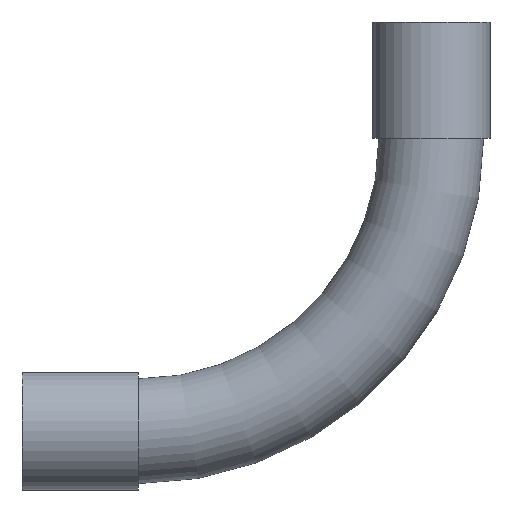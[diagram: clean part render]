
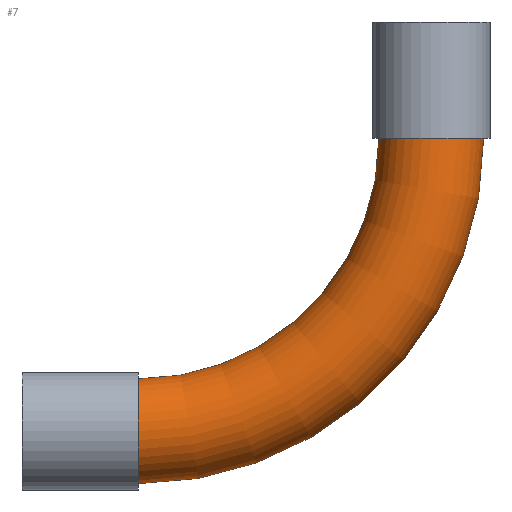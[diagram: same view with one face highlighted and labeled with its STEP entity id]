
A CAD part, front view. The second image highlights one B-rep face of the part: STEP entity #7.
In plain terms, the highlighted toroidal (fillet/blend) face has major radius 88 mm and minor radius 15.75 mm.
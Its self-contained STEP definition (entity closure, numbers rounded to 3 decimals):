
#4 = ORIENTED_EDGE ( 'NONE', *, *, #379, .F. ) ;
#7 = ADVANCED_FACE ( 'NONE', ( #375 ), #46, .T. ) ;
#46 = TOROIDAL_SURFACE ( 'NONE', #165, 88., 15.75 ) ;
#68 = DIRECTION ( 'NONE',  ( 0., 0., 1. ) ) ;
#80 = DIRECTION ( 'NONE',  ( 0., -1., 0. ) ) ;
#83 = CIRCLE ( 'NONE', #565, 72.25 ) ;
#91 = AXIS2_PLACEMENT_3D ( 'NONE', #370, #68, #422 ) ;
#106 = VERTEX_POINT ( 'NONE', #234 ) ;
#117 = DIRECTION ( 'NONE',  ( -1., 0., 0. ) ) ;
#119 = ORIENTED_EDGE ( 'NONE', *, *, #382, .T. ) ;
#155 = CARTESIAN_POINT ( 'NONE',  ( 72.25, 0., 0. ) ) ;
#164 = CARTESIAN_POINT ( 'NONE',  ( 0., 0., -72.25 ) ) ;
#165 = AXIS2_PLACEMENT_3D ( 'NONE', #385, #80, #432 ) ;
#169 = CARTESIAN_POINT ( 'NONE',  ( 0., 0., 0. ) ) ;
#216 = CIRCLE ( 'NONE', #321, 103.75 ) ;
#224 = DIRECTION ( 'NONE',  ( 0., 0., -1. ) ) ;
#234 = CARTESIAN_POINT ( 'NONE',  ( 0., 0., -103.75 ) ) ;
#267 = DIRECTION ( 'NONE',  ( 0., -1., 0. ) ) ;
#312 = VERTEX_POINT ( 'NONE', #155 ) ;
#321 = AXIS2_PLACEMENT_3D ( 'NONE', #568, #267, #613 ) ;
#323 = ORIENTED_EDGE ( 'NONE', *, *, #396, .F. ) ;
#370 = CARTESIAN_POINT ( 'NONE',  ( 88., 0., 0. ) ) ;
#375 = FACE_OUTER_BOUND ( 'NONE', #438, .T. ) ;
#379 = EDGE_CURVE ( 'NONE', #106, #380, #610, .T. ) ;
#380 = VERTEX_POINT ( 'NONE', #164 ) ;
#382 = EDGE_CURVE ( 'NONE', #106, #444, #216, .T. ) ;
#385 = CARTESIAN_POINT ( 'NONE',  ( 0., 0., 0. ) ) ;
#391 = EDGE_CURVE ( 'NONE', #312, #444, #483, .T. ) ;
#396 = EDGE_CURVE ( 'NONE', #380, #312, #83, .T. ) ;
#418 = CARTESIAN_POINT ( 'NONE',  ( 0., 0., -88. ) ) ;
#422 = DIRECTION ( 'NONE',  ( 1., 0., 0. ) ) ;
#432 = DIRECTION ( 'NONE',  ( 0., 0., -1. ) ) ;
#438 = EDGE_LOOP ( 'NONE', ( #4, #119, #623, #323 ) ) ;
#444 = VERTEX_POINT ( 'NONE', #474 ) ;
#468 = DIRECTION ( 'NONE',  ( 0., 0., -1. ) ) ;
#474 = CARTESIAN_POINT ( 'NONE',  ( 103.75, 0., 0. ) ) ;
#477 = AXIS2_PLACEMENT_3D ( 'NONE', #418, #117, #468 ) ;
#483 = CIRCLE ( 'NONE', #91, 15.75 ) ;
#525 = DIRECTION ( 'NONE',  ( 0., -1., 0. ) ) ;
#565 = AXIS2_PLACEMENT_3D ( 'NONE', #169, #525, #224 ) ;
#568 = CARTESIAN_POINT ( 'NONE',  ( 0., 0., 0. ) ) ;
#610 = CIRCLE ( 'NONE', #477, 15.75 ) ;
#613 = DIRECTION ( 'NONE',  ( 0., 0., -1. ) ) ;
#623 = ORIENTED_EDGE ( 'NONE', *, *, #391, .F. ) ;
